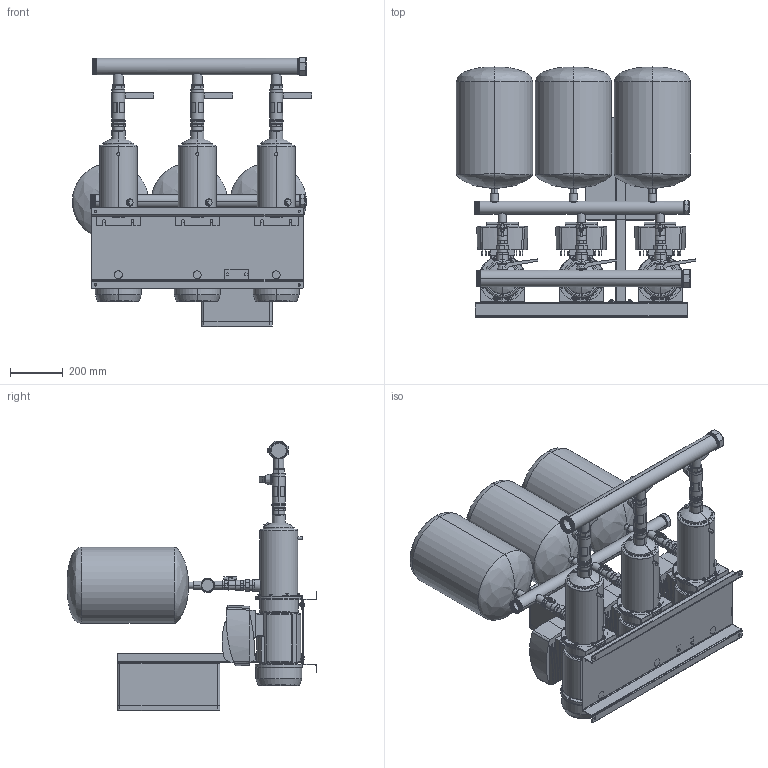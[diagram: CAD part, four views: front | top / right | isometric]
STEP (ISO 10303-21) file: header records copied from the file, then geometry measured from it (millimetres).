
FILE_DESCRIPTION (( 'STEP AP214' ), '1' );
FILE_NAME ('3EH_9-8_TE.STEP', '2021-01-22T09:40:47', ( '' ), ( '' ), 'SwSTEP 2.0', 'SolidWorks 2020', '' );
FILE_SCHEMA (( 'AUTOMOTIVE_DESIGN' ));
Length unit declared in the file: millimetre
Products named in the file (1): 3EH_9-8_TE
Bounding box: 910 x 950 x 1023.25 mm (x, y, z)
Volume: 108324965.1 mm3; surface area: 7197426.6 mm2
Topology: 62 solids, 63 shells, 2246 faces, 5399 edges, 3488 vertices
Faces by surface type: plane 1181, cylinder 773, cone 172, bspline 56, torus 52, sphere 12
Entity records: 114870 total; most frequent: CARTESIAN_POINT 37423, ORIENTED_EDGE 10786, DIRECTION 10617, EDGE_CURVE 5393, AXIS2_PLACEMENT_3D 3752, VERTEX_POINT 3488, VECTOR 3113, LINE 3113
